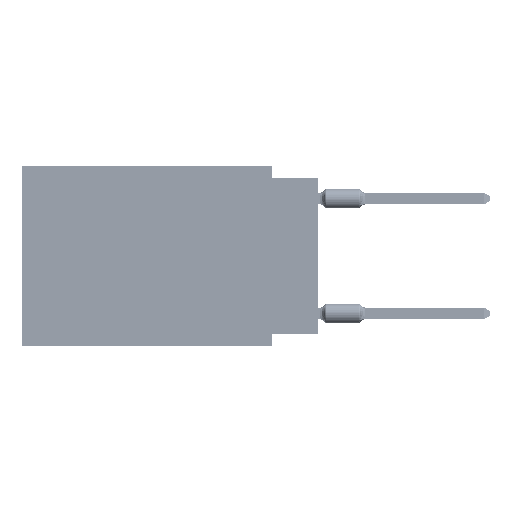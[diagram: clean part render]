
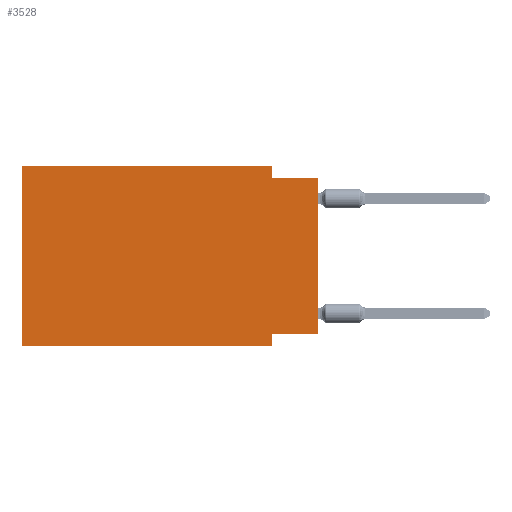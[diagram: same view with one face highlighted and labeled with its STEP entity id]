
A CAD part, left-side view. The second image highlights one B-rep face of the part: STEP entity #3528.
In plain terms, the highlighted planar face has unit normal (-1, 0, 0).
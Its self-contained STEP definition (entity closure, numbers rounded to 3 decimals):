
#489 = DIRECTION ( 'NONE',  ( 0., 0., -1. ) ) ;
#918 = DIRECTION ( 'NONE',  ( 0., -1., 0. ) ) ;
#3528 = ADVANCED_FACE ( 'NONE', ( #75804 ), #12363, .F. ) ;
#6470 = DIRECTION ( 'NONE',  ( 0., 0., -1. ) ) ;
#6799 = LINE ( 'NONE', #32423, #21496 ) ;
#11329 = DIRECTION ( 'NONE',  ( 0., 0., 1. ) ) ;
#12363 = PLANE ( 'NONE',  #28324 ) ;
#18643 = LINE ( 'NONE', #75371, #23391 ) ;
#19107 = CARTESIAN_POINT ( 'NONE',  ( 0., 2.54, -9.271 ) ) ;
#20106 = EDGE_CURVE ( 'NONE', #21078, #38098, #32852, .T. ) ;
#21078 = VERTEX_POINT ( 'NONE', #75662 ) ;
#21496 = VECTOR ( 'NONE', #489, 1000. ) ;
#22677 = LINE ( 'NONE', #66790, #74069 ) ;
#23391 = VECTOR ( 'NONE', #68657, 1000. ) ;
#23699 = VECTOR ( 'NONE', #11329, 1000. ) ;
#24672 = CARTESIAN_POINT ( 'NONE',  ( 0., 0., -0.635 ) ) ;
#25343 = DIRECTION ( 'NONE',  ( 0., -1., 0. ) ) ;
#25432 = EDGE_CURVE ( 'NONE', #50846, #21078, #18643, .T. ) ;
#25909 = DIRECTION ( 'NONE',  ( 0., -1., 0. ) ) ;
#26772 = CARTESIAN_POINT ( 'NONE',  ( 0., 2.54, 0. ) ) ;
#27916 = CARTESIAN_POINT ( 'NONE',  ( 0., 16.383, -9.906 ) ) ;
#28324 = AXIS2_PLACEMENT_3D ( 'NONE', #50187, #77048, #6470 ) ;
#31290 = EDGE_CURVE ( 'NONE', #32325, #80700, #37671, .T. ) ;
#31650 = CARTESIAN_POINT ( 'NONE',  ( 0., 16.383, -9.906 ) ) ;
#32223 = EDGE_CURVE ( 'NONE', #36841, #72597, #6799, .T. ) ;
#32325 = VERTEX_POINT ( 'NONE', #77375 ) ;
#32423 = CARTESIAN_POINT ( 'NONE',  ( 0., 2.54, -9.906 ) ) ;
#32852 = LINE ( 'NONE', #58473, #65793 ) ;
#36841 = VERTEX_POINT ( 'NONE', #19107 ) ;
#37671 = LINE ( 'NONE', #24672, #61588 ) ;
#37861 = CARTESIAN_POINT ( 'NONE',  ( 0., 2.54, -9.906 ) ) ;
#38098 = VERTEX_POINT ( 'NONE', #26772 ) ;
#39388 = DIRECTION ( 'NONE',  ( 0., 1., 0. ) ) ;
#43667 = CARTESIAN_POINT ( 'NONE',  ( 0., 0., 0. ) ) ;
#43818 = ORIENTED_EDGE ( 'NONE', *, *, #47743, .T. ) ;
#44662 = LINE ( 'NONE', #31650, #62712 ) ;
#44753 = ORIENTED_EDGE ( 'NONE', *, *, #25432, .F. ) ;
#45702 = CARTESIAN_POINT ( 'NONE',  ( 0., 0., -9.271 ) ) ;
#47743 = EDGE_CURVE ( 'NONE', #50846, #72597, #44662, .T. ) ;
#48288 = DIRECTION ( 'NONE',  ( 0., 0., -1. ) ) ;
#50187 = CARTESIAN_POINT ( 'NONE',  ( 0., 16.383, 0. ) ) ;
#50846 = VERTEX_POINT ( 'NONE', #27916 ) ;
#51698 = EDGE_CURVE ( 'NONE', #38098, #32325, #22677, .T. ) ;
#51970 = EDGE_CURVE ( 'NONE', #65575, #36841, #52017, .T. ) ;
#52017 = LINE ( 'NONE', #45702, #63392 ) ;
#53575 = ORIENTED_EDGE ( 'NONE', *, *, #51970, .F. ) ;
#58473 = CARTESIAN_POINT ( 'NONE',  ( 0., 16.383, 0. ) ) ;
#61588 = VECTOR ( 'NONE', #25909, 1000. ) ;
#62712 = VECTOR ( 'NONE', #25343, 1000. ) ;
#62988 = LINE ( 'NONE', #43667, #23699 ) ;
#63392 = VECTOR ( 'NONE', #39388, 1000. ) ;
#63526 = ORIENTED_EDGE ( 'NONE', *, *, #32223, .F. ) ;
#65575 = VERTEX_POINT ( 'NONE', #80036 ) ;
#65793 = VECTOR ( 'NONE', #918, 1000. ) ;
#65964 = CARTESIAN_POINT ( 'NONE',  ( 0., 0., -0.635 ) ) ;
#66790 = CARTESIAN_POINT ( 'NONE',  ( 0., 2.54, 0. ) ) ;
#68657 = DIRECTION ( 'NONE',  ( 0., 0., 1. ) ) ;
#69835 = ORIENTED_EDGE ( 'NONE', *, *, #51698, .F. ) ;
#69942 = ORIENTED_EDGE ( 'NONE', *, *, #31290, .F. ) ;
#71776 = ORIENTED_EDGE ( 'NONE', *, *, #20106, .F. ) ;
#72427 = EDGE_LOOP ( 'NONE', ( #81648, #69942, #69835, #71776, #44753, #43818, #63526, #53575 ) ) ;
#72597 = VERTEX_POINT ( 'NONE', #37861 ) ;
#74069 = VECTOR ( 'NONE', #48288, 1000. ) ;
#74220 = EDGE_CURVE ( 'NONE', #65575, #80700, #62988, .T. ) ;
#75371 = CARTESIAN_POINT ( 'NONE',  ( 0., 16.383, 0. ) ) ;
#75662 = CARTESIAN_POINT ( 'NONE',  ( 0., 16.383, 0. ) ) ;
#75804 = FACE_OUTER_BOUND ( 'NONE', #72427, .T. ) ;
#77048 = DIRECTION ( 'NONE',  ( 1., 0., 0. ) ) ;
#77375 = CARTESIAN_POINT ( 'NONE',  ( 0., 2.54, -0.635 ) ) ;
#80036 = CARTESIAN_POINT ( 'NONE',  ( 0., 0., -9.271 ) ) ;
#80700 = VERTEX_POINT ( 'NONE', #65964 ) ;
#81648 = ORIENTED_EDGE ( 'NONE', *, *, #74220, .T. ) ;
